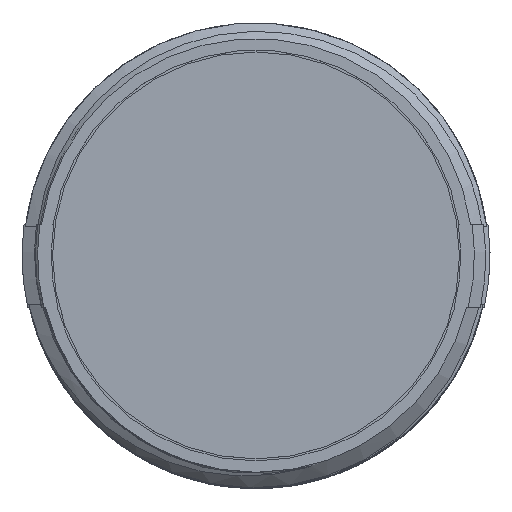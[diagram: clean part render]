
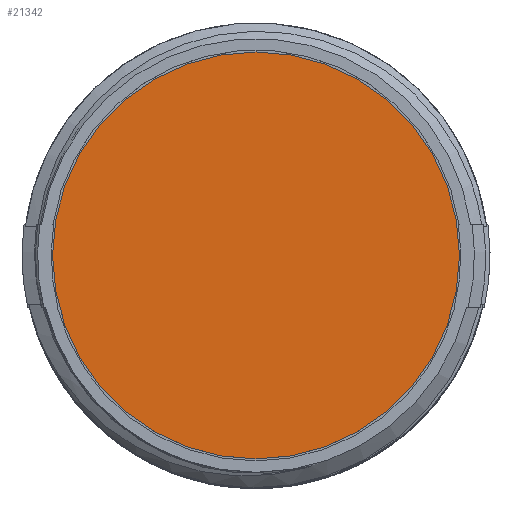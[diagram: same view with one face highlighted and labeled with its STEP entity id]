
A CAD part, top view. The second image highlights one B-rep face of the part: STEP entity #21342.
In plain terms, the highlighted planar face has unit normal (0, 0, 1).
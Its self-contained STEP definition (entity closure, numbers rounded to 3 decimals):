
#4072=CARTESIAN_POINT('',(0.,0.,0.));
#4073=DIRECTION('',(0.,0.,-1.));
#4074=DIRECTION('',(-1.,0.,0.));
#4075=AXIS2_PLACEMENT_3D('',#4072,#4073,#4074);
#4080=CARTESIAN_POINT('',(0.,0.,0.));
#4081=DIRECTION('',(0.,0.,-1.));
#4082=DIRECTION('',(1.,0.,0.));
#4083=AXIS2_PLACEMENT_3D('',#4080,#4081,#4082);
#17749=CARTESIAN_POINT('',(-7.825,0.,0.));
#17750=CARTESIAN_POINT('',(7.825,0.,0.));
#17751=VERTEX_POINT('',#17749);
#17752=VERTEX_POINT('',#17750);
#21333=CARTESIAN_POINT('',(0.,0.,0.));
#21334=DIRECTION('',(0.,0.,-1.));
#21335=DIRECTION('',(-1.,0.,0.));
#21336=AXIS2_PLACEMENT_3D('',#21333,#21334,#21335);
#21337=PLANE('',#21336);
#21338=ORIENTED_EDGE('',*,*,#21313,.T.);
#21339=ORIENTED_EDGE('',*,*,#21327,.T.);
#21340=EDGE_LOOP('',(#21338,#21339));
#21341=FACE_OUTER_BOUND('',#21340,.F.);
#21342=ADVANCED_FACE('',(#21341),#21337,.F.);
#4076=CIRCLE('',#4075,7.825);
#4084=CIRCLE('',#4083,7.825);
#21313=EDGE_CURVE('',#17751,#17752,#4076,.T.);
#21327=EDGE_CURVE('',#17752,#17751,#4084,.T.);
